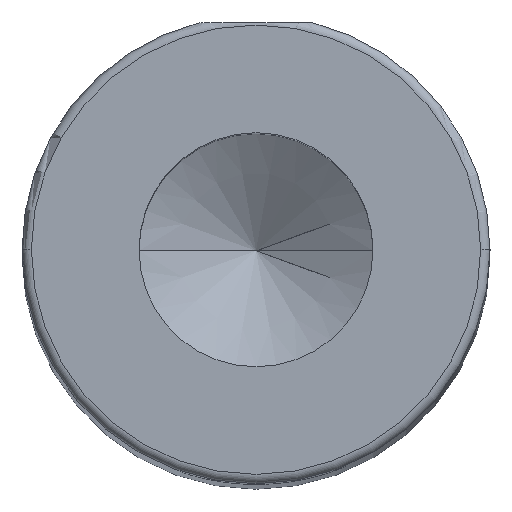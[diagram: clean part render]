
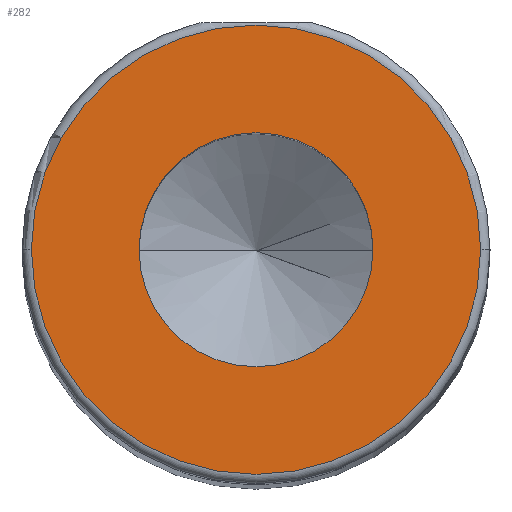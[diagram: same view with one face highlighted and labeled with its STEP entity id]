
A CAD part, top view. The second image highlights one B-rep face of the part: STEP entity #282.
In plain terms, the highlighted planar face has unit normal (0, 0, 1).
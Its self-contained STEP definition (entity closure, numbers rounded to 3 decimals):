
#11 = EDGE_CURVE ( 'NONE', #198, #791, #1182, .T. ) ;
#86 = CIRCLE ( 'NONE', #388, 2.5 ) ;
#90 = CIRCLE ( 'NONE', #666, 4.8 ) ;
#132 = DIRECTION ( 'NONE',  ( 0., 0., 1. ) ) ;
#174 = ORIENTED_EDGE ( 'NONE', *, *, #11, .T. ) ;
#185 = VERTEX_POINT ( 'NONE', #649 ) ;
#198 = VERTEX_POINT ( 'NONE', #962 ) ;
#224 = CARTESIAN_POINT ( 'NONE',  ( 0., 0., 35. ) ) ;
#237 = AXIS2_PLACEMENT_3D ( 'NONE', #989, #974, #970 ) ;
#264 = CARTESIAN_POINT ( 'NONE',  ( 2.5, 0., 35. ) ) ;
#282 = ADVANCED_FACE ( 'NONE', ( #984, #1035 ), #939, .T. ) ;
#308 = EDGE_CURVE ( 'NONE', #1031, #185, #1128, .T. ) ;
#311 = EDGE_CURVE ( 'NONE', #791, #198, #90, .T. ) ;
#388 = AXIS2_PLACEMENT_3D ( 'NONE', #1029, #447, #1126 ) ;
#437 = DIRECTION ( 'NONE',  ( 1., 0., 0. ) ) ;
#447 = DIRECTION ( 'NONE',  ( 0., 0., 1. ) ) ;
#549 = DIRECTION ( 'NONE',  ( 0., 0., 1. ) ) ;
#649 = CARTESIAN_POINT ( 'NONE',  ( -2.5, 0., 35. ) ) ;
#666 = AXIS2_PLACEMENT_3D ( 'NONE', #762, #132, #859 ) ;
#677 = EDGE_CURVE ( 'NONE', #185, #1031, #86, .T. ) ;
#742 = AXIS2_PLACEMENT_3D ( 'NONE', #1131, #549, #1222 ) ;
#762 = CARTESIAN_POINT ( 'NONE',  ( 0., 0., 35. ) ) ;
#791 = VERTEX_POINT ( 'NONE', #863 ) ;
#813 = EDGE_LOOP ( 'NONE', ( #174, #1028 ) ) ;
#857 = AXIS2_PLACEMENT_3D ( 'NONE', #224, #1022, #437 ) ;
#859 = DIRECTION ( 'NONE',  ( 1., 0., 0. ) ) ;
#863 = CARTESIAN_POINT ( 'NONE',  ( -4.8, 0., 35. ) ) ;
#893 = ORIENTED_EDGE ( 'NONE', *, *, #308, .F. ) ;
#933 = ORIENTED_EDGE ( 'NONE', *, *, #677, .F. ) ;
#939 = PLANE ( 'NONE',  #857 ) ;
#956 = EDGE_LOOP ( 'NONE', ( #893, #933 ) ) ;
#962 = CARTESIAN_POINT ( 'NONE',  ( 4.8, 0., 35. ) ) ;
#970 = DIRECTION ( 'NONE',  ( 1., 0., 0. ) ) ;
#974 = DIRECTION ( 'NONE',  ( 0., 0., 1. ) ) ;
#984 = FACE_BOUND ( 'NONE', #956, .T. ) ;
#989 = CARTESIAN_POINT ( 'NONE',  ( 0., 0., 35. ) ) ;
#1022 = DIRECTION ( 'NONE',  ( 0., 0., 1. ) ) ;
#1028 = ORIENTED_EDGE ( 'NONE', *, *, #311, .T. ) ;
#1029 = CARTESIAN_POINT ( 'NONE',  ( 0., 0., 35. ) ) ;
#1031 = VERTEX_POINT ( 'NONE', #264 ) ;
#1035 = FACE_OUTER_BOUND ( 'NONE', #813, .T. ) ;
#1126 = DIRECTION ( 'NONE',  ( 1., 0., 0. ) ) ;
#1128 = CIRCLE ( 'NONE', #742, 2.5 ) ;
#1131 = CARTESIAN_POINT ( 'NONE',  ( 0., 0., 35. ) ) ;
#1182 = CIRCLE ( 'NONE', #237, 4.8 ) ;
#1222 = DIRECTION ( 'NONE',  ( 1., 0., 0. ) ) ;
